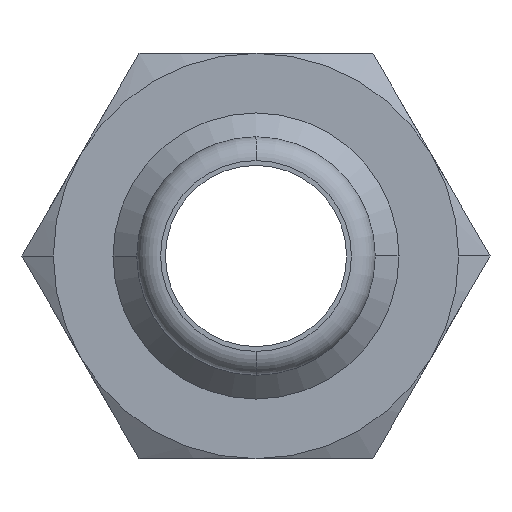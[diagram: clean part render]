
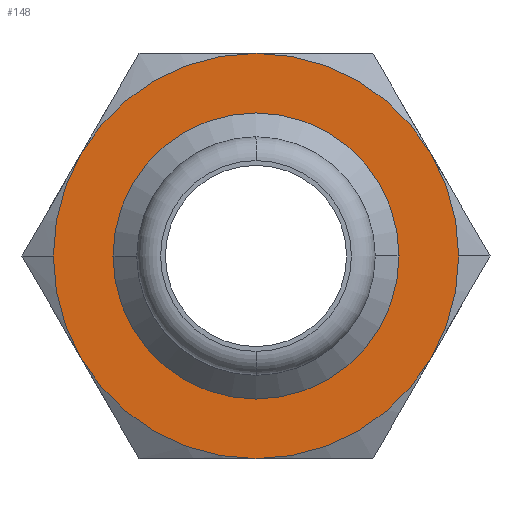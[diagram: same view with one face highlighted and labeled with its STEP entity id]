
A CAD part, front view. The second image highlights one B-rep face of the part: STEP entity #148.
In plain terms, the highlighted planar face has unit normal (0, -1, 0).
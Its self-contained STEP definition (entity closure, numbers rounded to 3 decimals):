
#148=ADVANCED_FACE('',(#301,#302),#303,.T.);
#301=FACE_OUTER_BOUND('',#456,.T.);
#302=FACE_BOUND('',#457,.T.);
#303=PLANE('',#458);
#456=EDGE_LOOP('',(#799,#800,#801,#802,#803,#804,#805,#806));
#457=EDGE_LOOP('',(#807,#808));
#458=AXIS2_PLACEMENT_3D('',#809,#810,#811);
#799=ORIENTED_EDGE('',*,*,#894,.F.);
#800=ORIENTED_EDGE('',*,*,#933,.F.);
#801=ORIENTED_EDGE('',*,*,#1022,.F.);
#802=ORIENTED_EDGE('',*,*,#1023,.F.);
#803=ORIENTED_EDGE('',*,*,#1015,.F.);
#804=ORIENTED_EDGE('',*,*,#982,.F.);
#805=ORIENTED_EDGE('',*,*,#1018,.F.);
#806=ORIENTED_EDGE('',*,*,#1020,.F.);
#807=ORIENTED_EDGE('',*,*,#970,.F.);
#808=ORIENTED_EDGE('',*,*,#1011,.F.);
#809=CARTESIAN_POINT('',(4.25,20.0,0.0));
#810=DIRECTION('',(-0.0,-1.0,-0.0));
#811=DIRECTION('',(-1.0,0.0,0.0));
#894=EDGE_CURVE('',#1050,#1047,#1052,.T.);
#933=EDGE_CURVE('',#1116,#1050,#1118,.T.);
#970=EDGE_CURVE('',#1167,#1163,#1169,.T.);
#982=EDGE_CURVE('',#1184,#1128,#1186,.T.);
#1011=EDGE_CURVE('',#1163,#1167,#1219,.T.);
#1015=EDGE_CURVE('',#1128,#1222,#1224,.T.);
#1018=EDGE_CURVE('',#1193,#1184,#1227,.T.);
#1020=EDGE_CURVE('',#1047,#1193,#1229,.T.);
#1022=EDGE_CURVE('',#1231,#1116,#1232,.T.);
#1023=EDGE_CURVE('',#1222,#1231,#1233,.T.);
#1047=VERTEX_POINT('',#1259);
#1050=VERTEX_POINT('',#1263);
#1052=CIRCLE('',#1276,8.5);
#1116=VERTEX_POINT('',#1403);
#1118=CIRCLE('',#1416,8.5);
#1128=VERTEX_POINT('',#1459);
#1163=VERTEX_POINT('',#1542);
#1167=VERTEX_POINT('',#1547);
#1169=CIRCLE('',#1550,6.0);
#1184=VERTEX_POINT('',#1591);
#1186=CIRCLE('',#1604,8.5);
#1193=VERTEX_POINT('',#1623);
#1219=CIRCLE('',#1689,6.0);
#1222=VERTEX_POINT('',#1692);
#1224=CIRCLE('',#1695,8.5);
#1227=CIRCLE('',#1709,8.5);
#1229=CIRCLE('',#1711,8.5);
#1231=VERTEX_POINT('',#1713);
#1232=CIRCLE('',#1714,8.5);
#1233=CIRCLE('',#1715,8.5);
#1259=CARTESIAN_POINT('',(8.5,20.0,0.));
#1263=CARTESIAN_POINT('',(7.361,20.0,4.25));
#1276=AXIS2_PLACEMENT_3D('',#1760,#1761,#1762);
#1403=CARTESIAN_POINT('',(0.,20.0,8.5));
#1416=AXIS2_PLACEMENT_3D('',#1816,#1817,#1818);
#1459=CARTESIAN_POINT('',(-7.361,20.0,-4.25));
#1542=CARTESIAN_POINT('',(6.0,20.0,0.));
#1547=CARTESIAN_POINT('',(-6.0,20.0,0.));
#1550=AXIS2_PLACEMENT_3D('',#1867,#1868,#1869);
#1591=CARTESIAN_POINT('',(0.0,20.0,-8.5));
#1604=AXIS2_PLACEMENT_3D('',#1877,#1878,#1879);
#1623=CARTESIAN_POINT('',(7.361,20.0,-4.25));
#1689=AXIS2_PLACEMENT_3D('',#1903,#1904,#1905);
#1692=CARTESIAN_POINT('',(-8.5,20.0,0.));
#1695=AXIS2_PLACEMENT_3D('',#1907,#1908,#1909);
#1709=AXIS2_PLACEMENT_3D('',#1910,#1911,#1912);
#1711=AXIS2_PLACEMENT_3D('',#1913,#1914,#1915);
#1713=CARTESIAN_POINT('',(-7.361,20.0,4.25));
#1714=AXIS2_PLACEMENT_3D('',#1916,#1917,#1918);
#1715=AXIS2_PLACEMENT_3D('',#1919,#1920,#1921);
#1760=CARTESIAN_POINT('',(0.0,20.0,0.0));
#1761=DIRECTION('',(-0.0,1.0,0.0));
#1762=DIRECTION('',(1.0,0.0,0.0));
#1816=CARTESIAN_POINT('',(0.0,20.0,0.0));
#1817=DIRECTION('',(-0.0,1.0,0.0));
#1818=DIRECTION('',(1.0,0.0,0.0));
#1867=CARTESIAN_POINT('',(0.0,20.0,0.0));
#1868=DIRECTION('',(0.0,-1.0,0.0));
#1869=DIRECTION('',(1.0,0.0,0.0));
#1877=CARTESIAN_POINT('',(0.0,20.0,0.0));
#1878=DIRECTION('',(-0.0,1.0,0.0));
#1879=DIRECTION('',(1.0,0.0,0.0));
#1903=CARTESIAN_POINT('',(0.0,20.0,0.0));
#1904=DIRECTION('',(0.0,-1.0,0.0));
#1905=DIRECTION('',(1.0,0.0,0.0));
#1907=CARTESIAN_POINT('',(0.0,20.0,0.0));
#1908=DIRECTION('',(-0.0,1.0,0.0));
#1909=DIRECTION('',(1.0,0.0,0.0));
#1910=CARTESIAN_POINT('',(0.0,20.0,0.0));
#1911=DIRECTION('',(-0.0,1.0,0.0));
#1912=DIRECTION('',(1.0,0.0,0.0));
#1913=CARTESIAN_POINT('',(0.0,20.0,0.0));
#1914=DIRECTION('',(-0.0,1.0,0.0));
#1915=DIRECTION('',(1.0,0.0,0.0));
#1916=CARTESIAN_POINT('',(0.0,20.0,0.0));
#1917=DIRECTION('',(-0.0,1.0,0.0));
#1918=DIRECTION('',(1.0,0.0,0.0));
#1919=CARTESIAN_POINT('',(0.0,20.0,0.0));
#1920=DIRECTION('',(-0.0,1.0,0.0));
#1921=DIRECTION('',(1.0,0.0,0.0));
